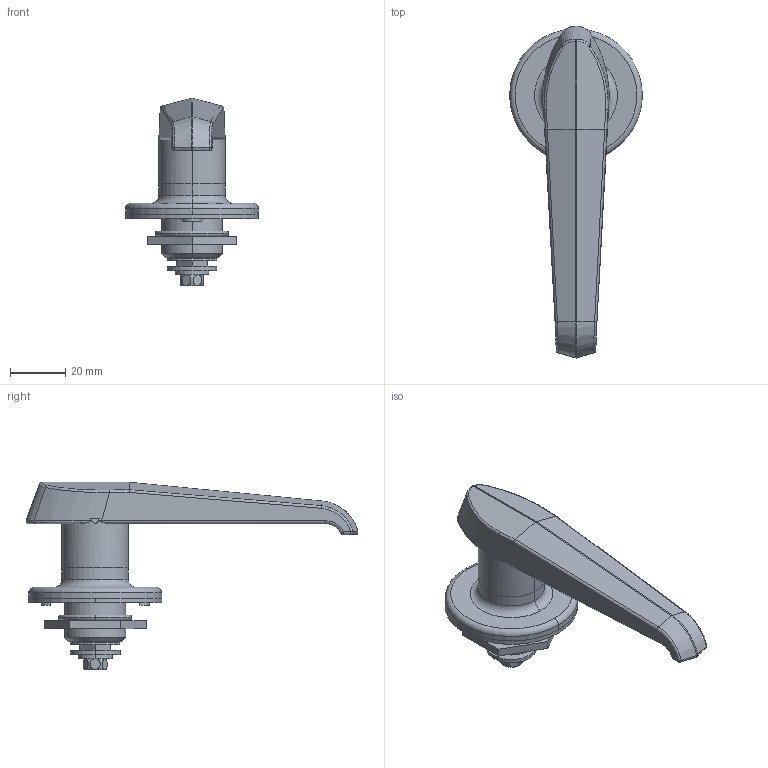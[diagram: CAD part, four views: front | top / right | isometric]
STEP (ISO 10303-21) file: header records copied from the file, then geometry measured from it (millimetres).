
FILE_DESCRIPTION (( 'STEP AP203' ), '1' );
FILE_NAME ('A-1140-2-2.STEP', '2024-01-10T05:40:23', ( '' ), ( '' ), 'SwSTEP 2.0', 'SolidWorks 2021', '' );
FILE_SCHEMA (( 'CONFIG_CONTROL_DESIGN' ));
Length unit declared in the file: millimetre
Products named in the file (10): A-1140-2受座_; A-1140-2バネ座金_; 廫帤寠晅偒榋妏儃儖僩M6_M6亊9; A-1140-2僗儁乕僒乕_; A-1140-2-2; A-1140-2六角ナット__A-1140-3用; A-1140-2儕儞僌儚僢僔儍乕; A-1140-2パッキン; A-1140-2平座金_; A-1140-2本体__A-1140-2-2
Assembly tree (9 placements, depth 2):
  A-1140-2-2
    A-1140-2本体__A-1140-2-2
    A-1140-2受座_
    A-1140-2パッキン
    A-1140-2六角ナット__A-1140-3用
    A-1140-2僗儁乕僒乕_
    A-1140-2バネ座金_
    A-1140-2平座金_
    廫帤寠晅偒榋妏儃儖僩M6_M6亊9
    A-1140-2儕儞僌儚僢僔儍乕
Bounding box: 48 x 119.99 x 67.8 mm (x, y, z)
Volume: 41466 mm3; surface area: 24610.5 mm2
Topology: 9 solids, 9 shells, 201 faces, 460 edges, 286 vertices
Faces by surface type: plane 79, cylinder 66, bspline 27, torus 15, cone 7, sphere 7
Entity records: 8139 total; most frequent: CARTESIAN_POINT 2719, ORIENTED_EDGE 910, DIRECTION 901, EDGE_CURVE 455, AXIS2_PLACEMENT_3D 352, VERTEX_POINT 284, EDGE_LOOP 227, FACE_OUTER_BOUND 201
